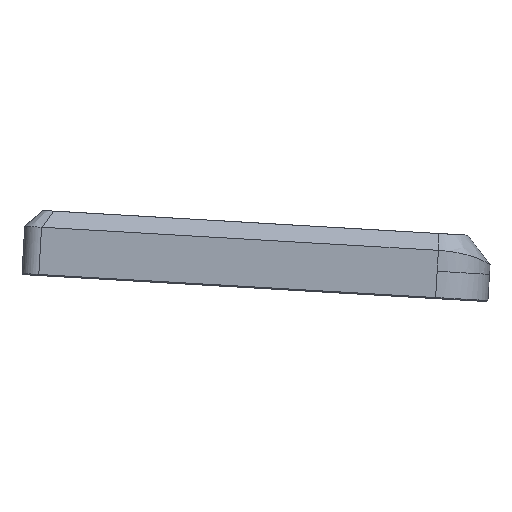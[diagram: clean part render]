
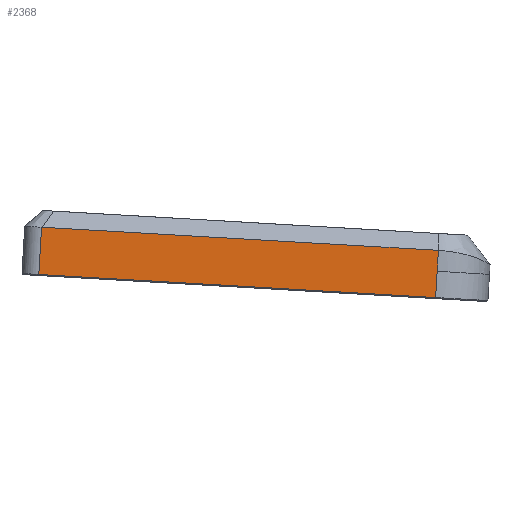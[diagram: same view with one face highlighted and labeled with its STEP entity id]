
A CAD part, left-side view. The second image highlights one B-rep face of the part: STEP entity #2368.
In plain terms, the highlighted planar face has unit normal (-1, 0, 0).
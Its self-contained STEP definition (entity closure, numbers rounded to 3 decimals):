
#73=B_SPLINE_CURVE_WITH_KNOTS('',3,(#3811,#3812,#3813,#3814,#3815,#3816),
 .UNSPECIFIED.,.F.,.F.,(4,2,4),(0.,0.25,0.5),
 .UNSPECIFIED.);
#102=B_SPLINE_CURVE_WITH_KNOTS('',3,(#4241,#4242,#4243,#4244),
 .UNSPECIFIED.,.F.,.F.,(4,4),(0.038,0.045),
 .UNSPECIFIED.);
#109=B_SPLINE_CURVE_WITH_KNOTS('',3,(#4337,#4338,#4339,#4340,#4341,#4342,
#4343),.UNSPECIFIED.,.F.,.F.,(4,3,4),(0.116,0.124,
0.131),.UNSPECIFIED.);
#110=B_SPLINE_CURVE_WITH_KNOTS('',3,(#4469,#4470,#4471,#4472,#4473,#4474),
 .UNSPECIFIED.,.F.,.F.,(4,2,4),(0.,0.325,0.625),
 .UNSPECIFIED.);
#159=PLANE('',#2553);
#263=FACE_OUTER_BOUND('',#409,.T.);
#409=EDGE_LOOP('',(#1905,#1906,#1907,#1908,#1909,#1910,#1911));
#580=LINE('',#4278,#797);
#620=LINE('',#4465,#837);
#621=LINE('',#4468,#838);
#797=VECTOR('',#2892,10.);
#837=VECTOR('',#3020,10.);
#838=VECTOR('',#3023,10.);
#1075=VERTEX_POINT('',#3809);
#1076=VERTEX_POINT('',#3810);
#1118=VERTEX_POINT('',#4240);
#1120=VERTEX_POINT('',#4272);
#1123=VERTEX_POINT('',#4324);
#1162=VERTEX_POINT('',#4463);
#1163=VERTEX_POINT('',#4467);
#1322=EDGE_CURVE('',#1075,#1076,#73,.T.);
#1379=EDGE_CURVE('',#1118,#1075,#102,.T.);
#1383=EDGE_CURVE('',#1120,#1118,#580,.T.);
#1388=EDGE_CURVE('',#1123,#1120,#109,.T.);
#1447=EDGE_CURVE('',#1162,#1123,#620,.T.);
#1448=EDGE_CURVE('',#1163,#1162,#621,.T.);
#1449=EDGE_CURVE('',#1076,#1163,#110,.T.);
#1905=ORIENTED_EDGE('',*,*,#1388,.F.);
#1906=ORIENTED_EDGE('',*,*,#1447,.F.);
#1907=ORIENTED_EDGE('',*,*,#1448,.F.);
#1908=ORIENTED_EDGE('',*,*,#1449,.F.);
#1909=ORIENTED_EDGE('',*,*,#1322,.F.);
#1910=ORIENTED_EDGE('',*,*,#1379,.F.);
#1911=ORIENTED_EDGE('',*,*,#1383,.F.);
#2368=ADVANCED_FACE('',(#263),#159,.T.);
#2553=AXIS2_PLACEMENT_3D('',#4466,#3021,#3022);
#2892=DIRECTION('',(0.,-0.998,-0.058));
#3020=DIRECTION('',(0.,-0.058,0.998));
#3021=DIRECTION('center_axis',(-1.,0.,0.));
#3022=DIRECTION('ref_axis',(0.,-0.998,-0.058));
#3023=DIRECTION('',(0.,0.998,0.058));
#3809=CARTESIAN_POINT('',(-107.866,-44.819,2.365));
#3810=CARTESIAN_POINT('',(-107.866,-44.522,-2.624));
#3811=CARTESIAN_POINT('Ctrl Pts',(-107.866,-44.819,2.365));
#3812=CARTESIAN_POINT('Ctrl Pts',(-107.866,-44.77,1.534));
#3813=CARTESIAN_POINT('Ctrl Pts',(-107.866,-44.72,0.702));
#3814=CARTESIAN_POINT('Ctrl Pts',(-107.866,-44.621,-0.961));
#3815=CARTESIAN_POINT('Ctrl Pts',(-107.866,-44.571,-1.792));
#3816=CARTESIAN_POINT('Ctrl Pts',(-107.866,-44.522,-2.624));
#4240=CARTESIAN_POINT('',(-107.866,-44.749,2.371));
#4241=CARTESIAN_POINT('Ctrl Pts',(-107.866,-44.749,2.371));
#4242=CARTESIAN_POINT('Ctrl Pts',(-107.866,-44.773,2.369));
#4243=CARTESIAN_POINT('Ctrl Pts',(-107.866,-44.796,2.367));
#4244=CARTESIAN_POINT('Ctrl Pts',(-107.866,-44.819,2.365));
#4272=CARTESIAN_POINT('',(-107.866,49.426,7.851));
#4278=CARTESIAN_POINT('',(-107.866,17.332,5.984));
#4324=CARTESIAN_POINT('',(-107.866,49.576,7.858));
#4337=CARTESIAN_POINT('Ctrl Pts',(-107.866,49.576,7.858));
#4338=CARTESIAN_POINT('Ctrl Pts',(-107.866,49.551,7.857));
#4339=CARTESIAN_POINT('Ctrl Pts',(-107.866,49.526,7.856));
#4340=CARTESIAN_POINT('Ctrl Pts',(-107.866,49.501,7.855));
#4341=CARTESIAN_POINT('Ctrl Pts',(-107.866,49.476,7.854));
#4342=CARTESIAN_POINT('Ctrl Pts',(-107.866,49.451,7.853));
#4343=CARTESIAN_POINT('Ctrl Pts',(-107.866,49.426,7.851));
#4463=CARTESIAN_POINT('',(-107.866,50.229,-3.371));
#4465=CARTESIAN_POINT('',(-107.866,49.953,1.371));
#4466=CARTESIAN_POINT('Origin',(-107.866,37.88,0.668));
#4467=CARTESIAN_POINT('',(-107.866,-44.159,-8.863));
#4468=CARTESIAN_POINT('',(-107.866,17.985,-5.247));
#4469=CARTESIAN_POINT('Ctrl Pts',(-107.866,-44.522,-2.624));
#4470=CARTESIAN_POINT('Ctrl Pts',(-107.866,-44.459,-3.705));
#4471=CARTESIAN_POINT('Ctrl Pts',(-107.866,-44.396,-4.787));
#4472=CARTESIAN_POINT('Ctrl Pts',(-107.866,-44.275,-6.867));
#4473=CARTESIAN_POINT('Ctrl Pts',(-107.866,-44.217,-7.865));
#4474=CARTESIAN_POINT('Ctrl Pts',(-107.866,-44.159,-8.863));
